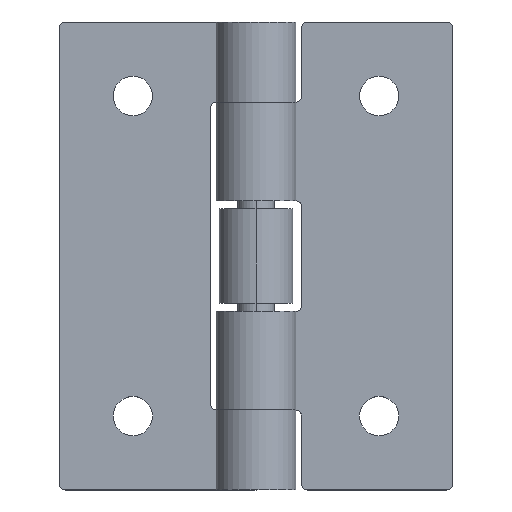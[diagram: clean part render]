
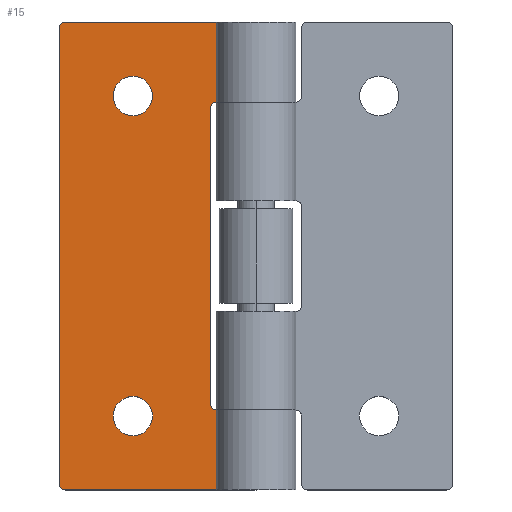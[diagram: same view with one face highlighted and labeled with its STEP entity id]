
A CAD part, top view. The second image highlights one B-rep face of the part: STEP entity #15.
In plain terms, the highlighted planar face has unit normal (0, 0, 1).
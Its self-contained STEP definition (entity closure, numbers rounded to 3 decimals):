
#12 = VERTEX_POINT ( 'NONE', #1945 ) ;
#15 = ADVANCED_FACE ( 'NONE', ( #1944, #1943, #1942 ), #1941, .F. ) ;
#16 = VERTEX_POINT ( 'NONE', #1936 ) ;
#17 = EDGE_CURVE ( 'NONE', #16, #18, #1935, .T. ) ;
#18 = VERTEX_POINT ( 'NONE', #1931 ) ;
#22 = VERTEX_POINT ( 'NONE', #1923 ) ;
#26 = EDGE_CURVE ( 'NONE', #22, #27, #1979, .T. ) ;
#27 = VERTEX_POINT ( 'NONE', #1975 ) ;
#35 = VERTEX_POINT ( 'NONE', #1964 ) ;
#38 = EDGE_CURVE ( 'NONE', #35, #40, #1957, .T. ) ;
#39 = ORIENTED_EDGE ( 'NONE', *, *, #2497, .F. ) ;
#40 = VERTEX_POINT ( 'NONE', #1953 ) ;
#41 = ORIENTED_EDGE ( 'NONE', *, *, #38, .T. ) ;
#49 = ORIENTED_EDGE ( 'NONE', *, *, #17, .T. ) ;
#50 = ORIENTED_EDGE ( 'NONE', *, *, #52, .T. ) ;
#52 = EDGE_CURVE ( 'NONE', #27, #16, #2001, .T. ) ;
#53 = EDGE_LOOP ( 'NONE', ( #54, #50, #49, #39, #41, #497, #395, #222, #117, #57, #60, #59 ) ) ;
#54 = ORIENTED_EDGE ( 'NONE', *, *, #26, .T. ) ;
#55 = VERTEX_POINT ( 'NONE', #1996 ) ;
#56 = ORIENTED_EDGE ( 'NONE', *, *, #61, .T. ) ;
#57 = ORIENTED_EDGE ( 'NONE', *, *, #1491, .F. ) ;
#58 = ORIENTED_EDGE ( 'NONE', *, *, #112, .T. ) ;
#59 = ORIENTED_EDGE ( 'NONE', *, *, #1189, .T. ) ;
#60 = ORIENTED_EDGE ( 'NONE', *, *, #95, .F. ) ;
#61 = EDGE_CURVE ( 'NONE', #114, #113, #1994, .T. ) ;
#93 = VERTEX_POINT ( 'NONE', #2059 ) ;
#95 = EDGE_CURVE ( 'NONE', #93, #1492, #2058, .T. ) ;
#112 = EDGE_CURVE ( 'NONE', #113, #114, #2088, .T. ) ;
#113 = VERTEX_POINT ( 'NONE', #2083 ) ;
#114 = VERTEX_POINT ( 'NONE', #2082 ) ;
#117 = ORIENTED_EDGE ( 'NONE', *, *, #124, .T. ) ;
#124 = EDGE_CURVE ( 'NONE', #55, #1493, #2128, .T. ) ;
#222 = ORIENTED_EDGE ( 'NONE', *, *, #379, .T. ) ;
#308 = VERTEX_POINT ( 'NONE', #2111 ) ;
#379 = EDGE_CURVE ( 'NONE', #308, #55, #2110, .T. ) ;
#387 = EDGE_CURVE ( 'NONE', #12, #308, #2105, .T. ) ;
#395 = ORIENTED_EDGE ( 'NONE', *, *, #387, .T. ) ;
#497 = ORIENTED_EDGE ( 'NONE', *, *, #506, .T. ) ;
#506 = EDGE_CURVE ( 'NONE', #40, #12, #2164, .T. ) ;
#686 = CARTESIAN_POINT ( 'NONE',  ( -11.6, -13., -1.75 ) ) ;
#687 = CARTESIAN_POINT ( 'NONE',  ( -8.4, -13., -1.75 ) ) ;
#688 = DIRECTION ( 'NONE',  ( -1., 0., 0. ) ) ;
#689 = DIRECTION ( 'NONE',  ( 0., 0., -1. ) ) ;
#691 = CARTESIAN_POINT ( 'NONE',  ( -10., -13., -1.75 ) ) ;
#692 = AXIS2_PLACEMENT_3D ( 'NONE', #691, #689, #688 ) ;
#693 = CIRCLE ( 'NONE', #692, 1.6 ) ;
#741 = DIRECTION ( 'NONE',  ( 0., -1., 0. ) ) ;
#742 = VECTOR ( 'NONE', #741, 1000. ) ;
#743 = CARTESIAN_POINT ( 'NONE',  ( -2.739, 19., -1.75 ) ) ;
#744 = LINE ( 'NONE', #743, #742 ) ;
#1189 = EDGE_CURVE ( 'NONE', #93, #22, #2138, .T. ) ;
#1360 = EDGE_LOOP ( 'NONE', ( #1361, #1363 ) ) ;
#1361 = ORIENTED_EDGE ( 'NONE', *, *, #1362, .T. ) ;
#1362 = EDGE_CURVE ( 'NONE', #1904, #1903, #2226, .T. ) ;
#1363 = ORIENTED_EDGE ( 'NONE', *, *, #1902, .T. ) ;
#1491 = EDGE_CURVE ( 'NONE', #1492, #1493, #2425, .T. ) ;
#1492 = VERTEX_POINT ( 'NONE', #2421 ) ;
#1493 = VERTEX_POINT ( 'NONE', #2420 ) ;
#1902 = EDGE_CURVE ( 'NONE', #1903, #1904, #693, .T. ) ;
#1903 = VERTEX_POINT ( 'NONE', #687 ) ;
#1904 = VERTEX_POINT ( 'NONE', #686 ) ;
#1923 = CARTESIAN_POINT ( 'NONE',  ( -16., 18.5, -1.75 ) ) ;
#1931 = CARTESIAN_POINT ( 'NONE',  ( -2.739, -19., -1.75 ) ) ;
#1932 = DIRECTION ( 'NONE',  ( 1., 0., 0. ) ) ;
#1933 = VECTOR ( 'NONE', #1932, 1000. ) ;
#1934 = CARTESIAN_POINT ( 'NONE',  ( -16., -19., -1.75 ) ) ;
#1935 = LINE ( 'NONE', #1934, #1933 ) ;
#1936 = CARTESIAN_POINT ( 'NONE',  ( -15.5, -19., -1.75 ) ) ;
#1937 = DIRECTION ( 'NONE',  ( -1., 0., 0. ) ) ;
#1938 = DIRECTION ( 'NONE',  ( 0., 0., -1. ) ) ;
#1939 = CARTESIAN_POINT ( 'NONE',  ( -16., 19., -1.75 ) ) ;
#1940 = AXIS2_PLACEMENT_3D ( 'NONE', #1939, #1938, #1937 ) ;
#1941 = PLANE ( 'NONE',  #1940 ) ;
#1942 = FACE_OUTER_BOUND ( 'NONE', #53, .T. ) ;
#1943 = FACE_BOUND ( 'NONE', #2517, .T. ) ;
#1944 = FACE_BOUND ( 'NONE', #1360, .T. ) ;
#1945 = CARTESIAN_POINT ( 'NONE',  ( -3.7, -12., -1.75 ) ) ;
#1953 = CARTESIAN_POINT ( 'NONE',  ( -3.2, -12.5, -1.75 ) ) ;
#1954 = DIRECTION ( 'NONE',  ( -1., 0., 0. ) ) ;
#1955 = VECTOR ( 'NONE', #1954, 1000. ) ;
#1956 = CARTESIAN_POINT ( 'NONE',  ( -16., -12.5, -1.75 ) ) ;
#1957 = LINE ( 'NONE', #1956, #1955 ) ;
#1964 = CARTESIAN_POINT ( 'NONE',  ( -2.739, -12.5, -1.75 ) ) ;
#1975 = CARTESIAN_POINT ( 'NONE',  ( -16., -18.5, -1.75 ) ) ;
#1976 = DIRECTION ( 'NONE',  ( 0., -1., 0. ) ) ;
#1977 = VECTOR ( 'NONE', #1976, 1000. ) ;
#1978 = CARTESIAN_POINT ( 'NONE',  ( -16., 19., -1.75 ) ) ;
#1979 = LINE ( 'NONE', #1978, #1977 ) ;
#1990 = DIRECTION ( 'NONE',  ( -1., 0., 0. ) ) ;
#1991 = DIRECTION ( 'NONE',  ( 0., 0., -1. ) ) ;
#1992 = CARTESIAN_POINT ( 'NONE',  ( -10., 13., -1.75 ) ) ;
#1993 = AXIS2_PLACEMENT_3D ( 'NONE', #1992, #1991, #1990 ) ;
#1994 = CIRCLE ( 'NONE', #1993, 1.6 ) ;
#1996 = CARTESIAN_POINT ( 'NONE',  ( -3.2, 12.5, -1.75 ) ) ;
#1997 = DIRECTION ( 'NONE',  ( -1., 0., 0. ) ) ;
#1998 = DIRECTION ( 'NONE',  ( 0., 0., 1. ) ) ;
#1999 = CARTESIAN_POINT ( 'NONE',  ( -15.5, -18.5, -1.75 ) ) ;
#2000 = AXIS2_PLACEMENT_3D ( 'NONE', #1999, #1998, #1997 ) ;
#2001 = CIRCLE ( 'NONE', #2000, 0.5 ) ;
#2055 = DIRECTION ( 'NONE',  ( 1., 0., 0. ) ) ;
#2056 = VECTOR ( 'NONE', #2055, 1000. ) ;
#2057 = CARTESIAN_POINT ( 'NONE',  ( -16., 19., -1.75 ) ) ;
#2058 = LINE ( 'NONE', #2057, #2056 ) ;
#2059 = CARTESIAN_POINT ( 'NONE',  ( -15.5, 19., -1.75 ) ) ;
#2082 = CARTESIAN_POINT ( 'NONE',  ( -11.6, 13., -1.75 ) ) ;
#2083 = CARTESIAN_POINT ( 'NONE',  ( -8.4, 13., -1.75 ) ) ;
#2084 = DIRECTION ( 'NONE',  ( -1., 0., 0. ) ) ;
#2085 = DIRECTION ( 'NONE',  ( 0., 0., -1. ) ) ;
#2086 = CARTESIAN_POINT ( 'NONE',  ( -10., 13., -1.75 ) ) ;
#2087 = AXIS2_PLACEMENT_3D ( 'NONE', #2086, #2085, #2084 ) ;
#2088 = CIRCLE ( 'NONE', #2087, 1.6 ) ;
#2105 = LINE ( 'NONE', #2167, #2166 ) ;
#2106 = DIRECTION ( 'NONE',  ( -1., 0., 0. ) ) ;
#2107 = DIRECTION ( 'NONE',  ( 0., 0., -1. ) ) ;
#2108 = CARTESIAN_POINT ( 'NONE',  ( -3.2, 12., -1.75 ) ) ;
#2109 = AXIS2_PLACEMENT_3D ( 'NONE', #2108, #2107, #2106 ) ;
#2110 = CIRCLE ( 'NONE', #2109, 0.5 ) ;
#2111 = CARTESIAN_POINT ( 'NONE',  ( -3.7, 12., -1.75 ) ) ;
#2125 = DIRECTION ( 'NONE',  ( 1., 0., 0. ) ) ;
#2126 = VECTOR ( 'NONE', #2125, 1000. ) ;
#2127 = CARTESIAN_POINT ( 'NONE',  ( -16., 12.5, -1.75 ) ) ;
#2128 = LINE ( 'NONE', #2127, #2126 ) ;
#2138 = CIRCLE ( 'NONE', #2203, 0.5 ) ;
#2160 = DIRECTION ( 'NONE',  ( -1., 0., 0. ) ) ;
#2161 = DIRECTION ( 'NONE',  ( 0., 0., -1. ) ) ;
#2162 = CARTESIAN_POINT ( 'NONE',  ( -3.2, -12., -1.75 ) ) ;
#2163 = AXIS2_PLACEMENT_3D ( 'NONE', #2162, #2161, #2160 ) ;
#2164 = CIRCLE ( 'NONE', #2163, 0.5 ) ;
#2165 = DIRECTION ( 'NONE',  ( 0., 1., 0. ) ) ;
#2166 = VECTOR ( 'NONE', #2165, 1000. ) ;
#2167 = CARTESIAN_POINT ( 'NONE',  ( -3.7, 19., -1.75 ) ) ;
#2200 = DIRECTION ( 'NONE',  ( -1., 0., 0. ) ) ;
#2201 = DIRECTION ( 'NONE',  ( 0., 0., 1. ) ) ;
#2202 = CARTESIAN_POINT ( 'NONE',  ( -15.5, 18.5, -1.75 ) ) ;
#2203 = AXIS2_PLACEMENT_3D ( 'NONE', #2202, #2201, #2200 ) ;
#2222 = DIRECTION ( 'NONE',  ( -1., 0., 0. ) ) ;
#2223 = DIRECTION ( 'NONE',  ( 0., 0., -1. ) ) ;
#2224 = CARTESIAN_POINT ( 'NONE',  ( -10., -13., -1.75 ) ) ;
#2225 = AXIS2_PLACEMENT_3D ( 'NONE', #2224, #2223, #2222 ) ;
#2226 = CIRCLE ( 'NONE', #2225, 1.6 ) ;
#2420 = CARTESIAN_POINT ( 'NONE',  ( -2.739, 12.5, -1.75 ) ) ;
#2421 = CARTESIAN_POINT ( 'NONE',  ( -2.739, 19., -1.75 ) ) ;
#2422 = DIRECTION ( 'NONE',  ( 0., -1., 0. ) ) ;
#2423 = VECTOR ( 'NONE', #2422, 1000. ) ;
#2424 = CARTESIAN_POINT ( 'NONE',  ( -2.739, 19., -1.75 ) ) ;
#2425 = LINE ( 'NONE', #2424, #2423 ) ;
#2497 = EDGE_CURVE ( 'NONE', #35, #18, #744, .T. ) ;
#2517 = EDGE_LOOP ( 'NONE', ( #56, #58 ) ) ;
